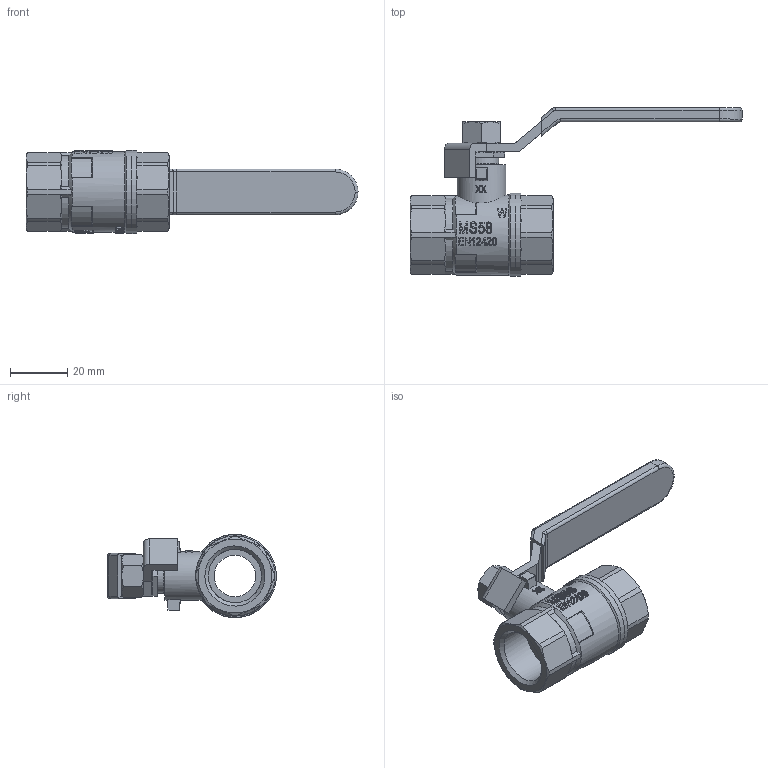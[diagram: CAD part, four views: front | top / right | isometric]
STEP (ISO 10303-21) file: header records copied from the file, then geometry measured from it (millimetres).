
FILE_DESCRIPTION(/* description */ ('Unknown','CAx-IF Rec.Pracs.---Representation and Presentation of Product Manufacturing Information (PMI)---4.0---2014-10-13','CAx-IF Rec.Pracs.---3D Tessellated Geometry---0.4---2014-09-14','2;1'),/* implementation_level */ '2;1');
FILE_NAME(/* name */ '600-04',/* time_stamp */ '2023-09-12T10:20:15+02:00',/* author */ ('Unknown'),/* organization */ ('Unknown'),/* preprocessor_version */ 'ST-DEVELOPER v18.102',/* originating_system */ 'Solid Edge',/* authorisation */ 'Unknown');
FILE_SCHEMA (('AP242_MANAGED_MODEL_BASED_3D_ENGINEERING_MIM_LF { 1 0 10303 442 1 1 4 }'));
Length unit declared in the file: millimetre
Products named in the file (12): 600-1_2; 600-1_2-Mutter.2; Stahlgriff 1_4 - 3_4; Stahlgriff-n; Stahlgriff-u; 600-1_2-Spindel-co_oa_0; 600-1_2-Stopfbuchse; 600-1_2-O-Ring; 600-1_2-Spindel; 600-1_2-Kvrper-co_oa_1; 600-1_2-Kvrper; 600-1_2-Einschraubteil
Assembly tree (11 placements, depth 3):
  600-1_2
    600-1_2-Mutter.2
    Stahlgriff 1_4 - 3_4
      Stahlgriff-n
      Stahlgriff-u
    600-1_2-Spindel-co_oa_0
      600-1_2-Stopfbuchse
      600-1_2-O-Ring
      600-1_2-Spindel
    600-1_2-Kvrper-co_oa_1
      600-1_2-Kvrper
      600-1_2-Einschraubteil
Bounding box: 116 x 59 x 29 mm (x, y, z)
Volume: 25428.7 mm3; surface area: 23223.4 mm2
Topology: 8 solids, 8 shells, 1217 faces, 3395 edges, 2255 vertices
Faces by surface type: plane 1037, cylinder 122, cone 46, bspline 8, torus 2, sphere 2
Full cylindrical faces by diameter (mm): 6.6 x1, 6.75 x1, 8.9 x2, 9.1 x1, 9.3 x1, 10.5 x1, 10.8 x1, 12 x1, 12.5 x1, 14 x1, 14.5 x2, 17 x1, 18.631 x2, 19.2 x2, 23.5 x1, 25 x1, 25.5 x1, 28 x1, 29 x2
Entity records: 43578 total; most frequent: CARTESIAN_POINT 10642, DIRECTION 7497, ORIENTED_EDGE 6676, EDGE_CURVE 3338, AXIS2_PLACEMENT_3D 3041, VERTEX_POINT 2244, ELLIPSE 1424, LINE 1415
